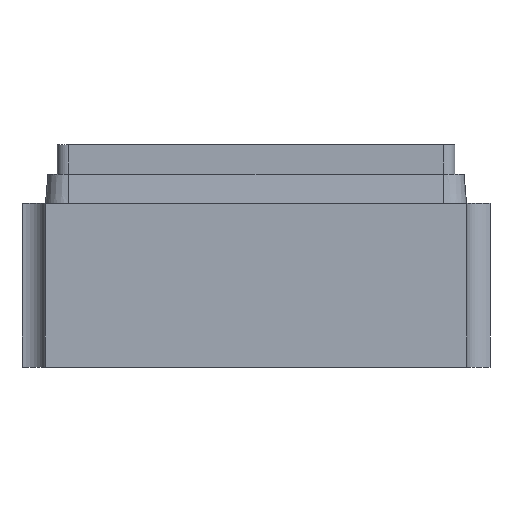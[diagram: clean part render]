
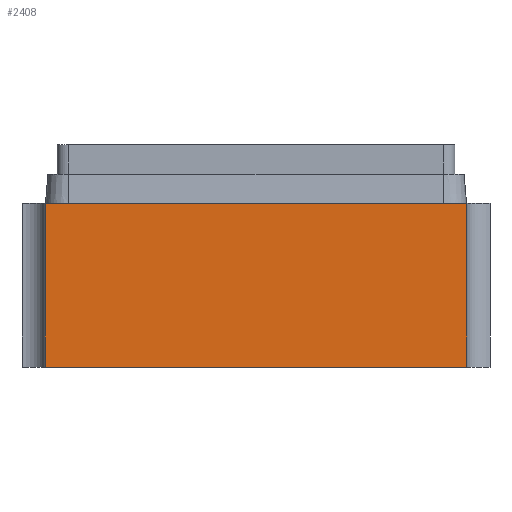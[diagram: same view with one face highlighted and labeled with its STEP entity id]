
A CAD part, front view. The second image highlights one B-rep face of the part: STEP entity #2408.
In plain terms, the highlighted face is planar.
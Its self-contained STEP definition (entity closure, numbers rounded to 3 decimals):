
#169=LINE('',#3030,#280);
#192=LINE('',#3093,#303);
#193=LINE('',#3096,#304);
#194=LINE('',#3097,#305);
#280=VECTOR('',#2656,1000.);
#303=VECTOR('',#2711,1000.);
#304=VECTOR('',#2712,1000.);
#305=VECTOR('',#2713,1000.);
#435=ORIENTED_EDGE('',*,*,#945,.T.);
#436=ORIENTED_EDGE('',*,*,#946,.F.);
#437=ORIENTED_EDGE('',*,*,#914,.F.);
#438=ORIENTED_EDGE('',*,*,#947,.T.);
#914=EDGE_CURVE('',#1173,#1174,#169,.T.);
#945=EDGE_CURVE('',#1198,#1199,#192,.T.);
#946=EDGE_CURVE('',#1174,#1199,#193,.T.);
#947=EDGE_CURVE('',#1173,#1198,#194,.T.);
#1173=VERTEX_POINT('',#3029);
#1174=VERTEX_POINT('',#3031);
#1198=VERTEX_POINT('',#3094);
#1199=VERTEX_POINT('',#3095);
#1380=EDGE_LOOP('',(#435,#436,#437,#438));
#1497=FACE_BOUND('',#1380,.T.);
#1613=PLANE('',#2530);
#2408=ADVANCED_FACE('',(#1497),#1613,.F.);
#2530=AXIS2_PLACEMENT_3D('',#3092,#2709,#2710);
#2656=DIRECTION('',(0.,1.,0.));
#2709=DIRECTION('',(-1.,0.,0.));
#2710=DIRECTION('',(0.,0.,1.));
#2711=DIRECTION('',(0.,1.,0.));
#2712=DIRECTION('',(0.,0.,-1.));
#2713=DIRECTION('',(0.,0.,-1.));
#3029=CARTESIAN_POINT('',(1.25,-0.9,0.7));
#3030=CARTESIAN_POINT('',(1.25,-0.9,0.7));
#3031=CARTESIAN_POINT('',(1.25,0.9,0.7));
#3092=CARTESIAN_POINT('',(1.25,-0.9,0.7));
#3093=CARTESIAN_POINT('',(1.25,-0.9,0.));
#3094=CARTESIAN_POINT('',(1.25,-0.9,0.));
#3095=CARTESIAN_POINT('',(1.25,0.9,0.));
#3096=CARTESIAN_POINT('',(1.25,0.9,0.7));
#3097=CARTESIAN_POINT('',(1.25,-0.9,0.7));
